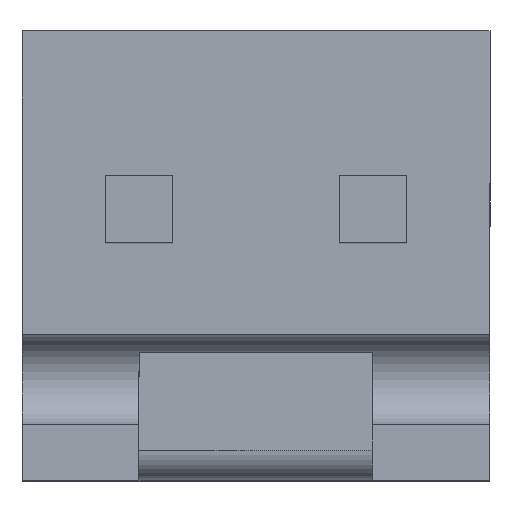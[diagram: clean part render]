
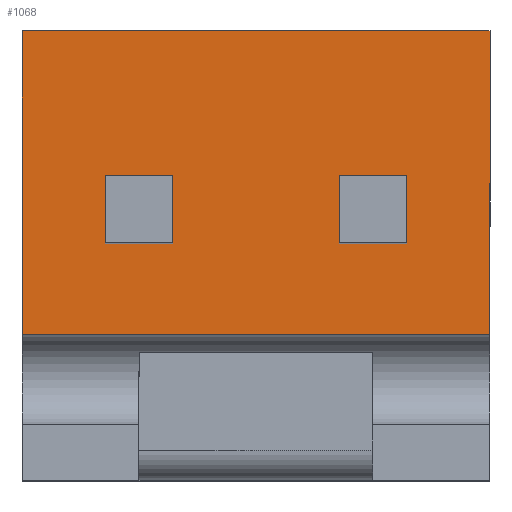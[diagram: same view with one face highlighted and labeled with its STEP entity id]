
A CAD part, top view. The second image highlights one B-rep face of the part: STEP entity #1068.
In plain terms, the highlighted planar face has unit normal (0, 0, 1).
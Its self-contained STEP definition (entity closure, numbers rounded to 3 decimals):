
#733=CARTESIAN_POINT('',(3.962,3.035,3.175));
#734=VERTEX_POINT('',#733);
#741=CARTESIAN_POINT('',(3.962,-2.108,3.175));
#742=VERTEX_POINT('',#741);
#743=CARTESIAN_POINT('',(3.962,-2.108,3.175));
#744=DIRECTION('',(0.0,1.0,0.0));
#745=VECTOR('',#744,5.144);
#746=LINE('',#743,#745);
#747=EDGE_CURVE('',#742,#734,#746,.T.);
#1027=CARTESIAN_POINT('',(-3.962,3.035,3.175));
#1028=VERTEX_POINT('',#1027);
#1035=CARTESIAN_POINT('',(3.962,3.035,3.175));
#1036=DIRECTION('',(-1.0,0.0,0.0));
#1037=VECTOR('',#1036,7.925);
#1038=LINE('',#1035,#1037);
#1039=EDGE_CURVE('',#734,#1028,#1038,.T.);
#1045=CARTESIAN_POINT('',(4.359,-2.365,3.175));
#1046=DIRECTION('',(0.0,0.0,1.0));
#1047=DIRECTION('',(-1.0,0.0,0.0));
#1048=AXIS2_PLACEMENT_3D('',#1045,#1046,#1047);
#1049=PLANE('',#1048);
#1050=ORIENTED_EDGE('',*,*,#1039,.T.);
#1051=CARTESIAN_POINT('',(-3.962,-2.108,3.175));
#1052=VERTEX_POINT('',#1051);
#1053=CARTESIAN_POINT('',(-3.962,-2.108,3.175));
#1054=DIRECTION('',(0.0,1.0,0.0));
#1055=VECTOR('',#1054,5.144);
#1056=LINE('',#1053,#1055);
#1057=EDGE_CURVE('',#1052,#1028,#1056,.T.);
#1058=ORIENTED_EDGE('',*,*,#1057,.F.);
#1059=CARTESIAN_POINT('',(3.962,-2.108,3.175));
#1060=DIRECTION('',(-1.0,0.0,0.0));
#1061=VECTOR('',#1060,7.925);
#1062=LINE('',#1059,#1061);
#1063=EDGE_CURVE('',#742,#1052,#1062,.T.);
#1064=ORIENTED_EDGE('',*,*,#1063,.F.);
#1065=ORIENTED_EDGE('',*,*,#747,.T.);
#1066=EDGE_LOOP('',(#1050,#1058,#1064,#1065));
#1067=FACE_OUTER_BOUND('',#1066,.T.);
#1068=ADVANCED_FACE('',(#1067),#1049,.T.);
